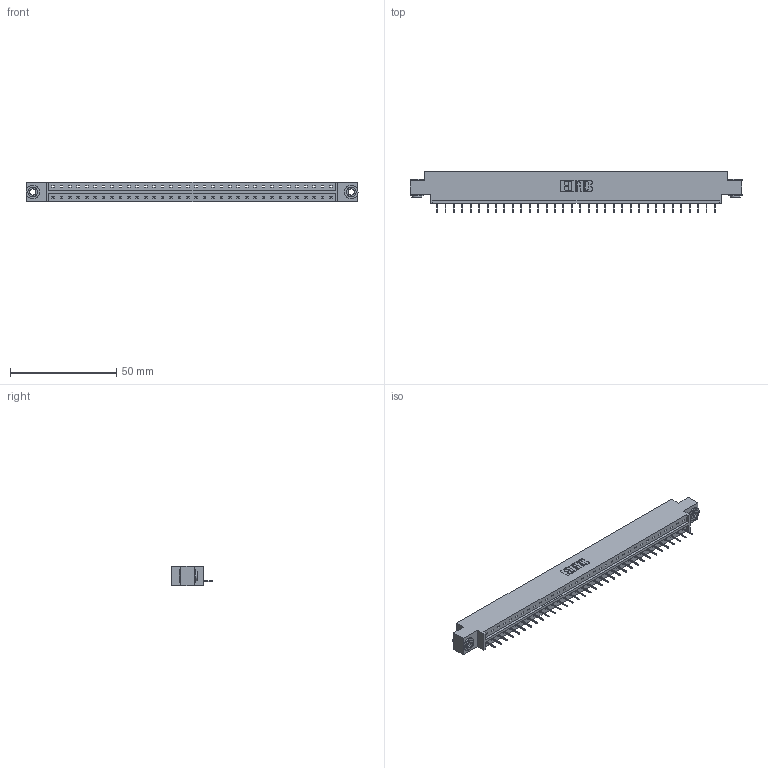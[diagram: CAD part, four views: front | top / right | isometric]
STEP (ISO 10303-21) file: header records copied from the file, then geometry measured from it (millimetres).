
FILE_DESCRIPTION (( 'STEP AP203' ), '1' );
FILE_NAME ('833-034-524-603.STEP', '2020-06-02T22:01:09', ( '' ), ( '' ), 'SwSTEP 2.0', 'SolidWorks 2020', '' );
FILE_SCHEMA (( 'CONFIG_CONTROL_DESIGN' ));
Length unit declared in the file: inch
Products named in the file (4): 833-034-524-603; 833 Part_Offset - .156 Dia - TH; 345-292-001_345-293-124; 345-250-002_345-250-002-102
Assembly tree (37 placements, depth 2):
  833-034-524-603
    833 Part_Offset - .156 Dia - TH
    345-292-001_345-293-124  x34
    345-250-002_345-250-002-102  x2
Bounding box: 156.26 x 19.69 x 9.4 mm (x, y, z)
Volume: 15312.7 mm3; surface area: 16479.8 mm2
Topology: 37 solids, 37 shells, 2264 faces, 6519 edges, 4206 vertices
Faces by surface type: plane 1716, cylinder 540, cone 8
Entity records: 22676 total; most frequent: CARTESIAN_POINT 3891, ORIENTED_EDGE 3854, DIRECTION 3333, EDGE_CURVE 1927, VECTOR 1779, LINE 1779, VERTEX_POINT 1278, AXIS2_PLACEMENT_3D 777
